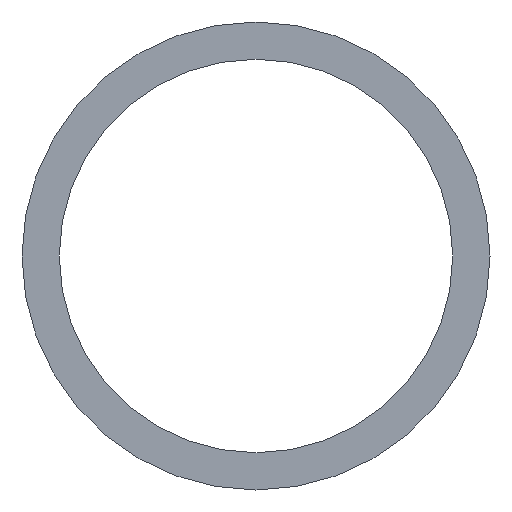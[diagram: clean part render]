
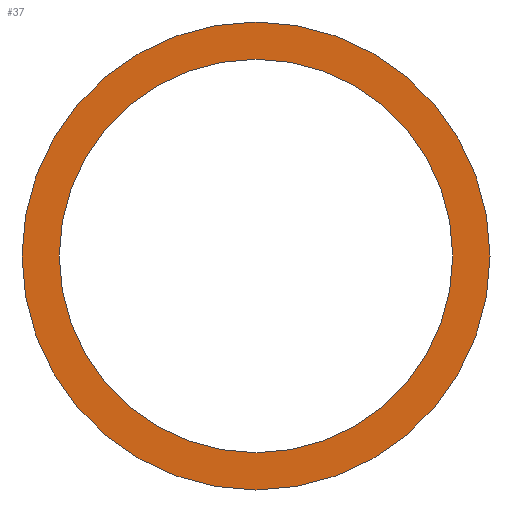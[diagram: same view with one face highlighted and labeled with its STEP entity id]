
A CAD part, left-side view. The second image highlights one B-rep face of the part: STEP entity #37.
In plain terms, the highlighted planar face has unit normal (-1, 0, 0).
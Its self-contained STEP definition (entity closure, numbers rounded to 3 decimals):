
#4 = VERTEX_POINT ( 'NONE', #107 ) ;
#5 = VERTEX_POINT ( 'NONE', #106 ) ;
#6 = VERTEX_POINT ( 'NONE', #81 ) ;
#37 = ADVANCED_FACE ( 'NONE', ( #193, #196 ), #46, .F. ) ;
#46 = PLANE ( 'NONE',  #138 ) ;
#47 = DIRECTION ( 'NONE',  ( 0., 0., -1. ) ) ;
#48 = DIRECTION ( 'NONE',  ( 1., 0., 0. ) ) ;
#50 = DIRECTION ( 'NONE',  ( 0., 0., 1. ) ) ;
#51 = DIRECTION ( 'NONE',  ( -1., 0., 0. ) ) ;
#52 = CARTESIAN_POINT ( 'NONE',  ( -1., 0., 0. ) ) ;
#53 = DIRECTION ( 'NONE',  ( -1., 0., 0. ) ) ;
#54 = CARTESIAN_POINT ( 'NONE',  ( -1., 0., 0. ) ) ;
#67 = CARTESIAN_POINT ( 'NONE',  ( -1., 68.4, 0. ) ) ;
#81 = CARTESIAN_POINT ( 'NONE',  ( -1., 0., 57.5 ) ) ;
#85 = DIRECTION ( 'NONE',  ( 0., 0., 1. ) ) ;
#91 = DIRECTION ( 'NONE',  ( 0., 0., 1. ) ) ;
#96 = CARTESIAN_POINT ( 'NONE',  ( -1., 0., 0. ) ) ;
#97 = DIRECTION ( 'NONE',  ( -1., 0., 0. ) ) ;
#99 = CARTESIAN_POINT ( 'NONE',  ( -1., 0., 0. ) ) ;
#100 = DIRECTION ( 'NONE',  ( 0., 0., 1. ) ) ;
#103 = DIRECTION ( 'NONE',  ( -1., 0., 0. ) ) ;
#106 = CARTESIAN_POINT ( 'NONE',  ( -1., 0., 68.4 ) ) ;
#107 = CARTESIAN_POINT ( 'NONE',  ( -1., 0., -68.4 ) ) ;
#108 = CARTESIAN_POINT ( 'NONE',  ( -1., 0., -57.5 ) ) ;
#122 = EDGE_CURVE ( 'NONE', #5, #4, #200, .T. ) ;
#125 = EDGE_CURVE ( 'NONE', #151, #6, #198, .T. ) ;
#128 = EDGE_CURVE ( 'NONE', #4, #5, #207, .T. ) ;
#129 = EDGE_CURVE ( 'NONE', #6, #151, #208, .T. ) ;
#134 = AXIS2_PLACEMENT_3D ( 'NONE', #52, #51, #50 ) ;
#138 = AXIS2_PLACEMENT_3D ( 'NONE', #67, #48, #47 ) ;
#142 = AXIS2_PLACEMENT_3D ( 'NONE', #54, #53, #85 ) ;
#144 = AXIS2_PLACEMENT_3D ( 'NONE', #99, #103, #91 ) ;
#145 = AXIS2_PLACEMENT_3D ( 'NONE', #96, #97, #100 ) ;
#151 = VERTEX_POINT ( 'NONE', #108 ) ;
#166 = ORIENTED_EDGE ( 'NONE', *, *, #129, .F. ) ;
#167 = ORIENTED_EDGE ( 'NONE', *, *, #125, .F. ) ;
#168 = ORIENTED_EDGE ( 'NONE', *, *, #122, .T. ) ;
#169 = ORIENTED_EDGE ( 'NONE', *, *, #128, .T. ) ;
#178 = EDGE_LOOP ( 'NONE', ( #166, #167 ) ) ;
#185 = EDGE_LOOP ( 'NONE', ( #168, #169 ) ) ;
#193 = FACE_BOUND ( 'NONE', #178, .T. ) ;
#196 = FACE_OUTER_BOUND ( 'NONE', #185, .T. ) ;
#198 = CIRCLE ( 'NONE', #142, 57.5 ) ;
#200 = CIRCLE ( 'NONE', #134, 68.4 ) ;
#207 = CIRCLE ( 'NONE', #144, 68.4 ) ;
#208 = CIRCLE ( 'NONE', #145, 57.5 ) ;
